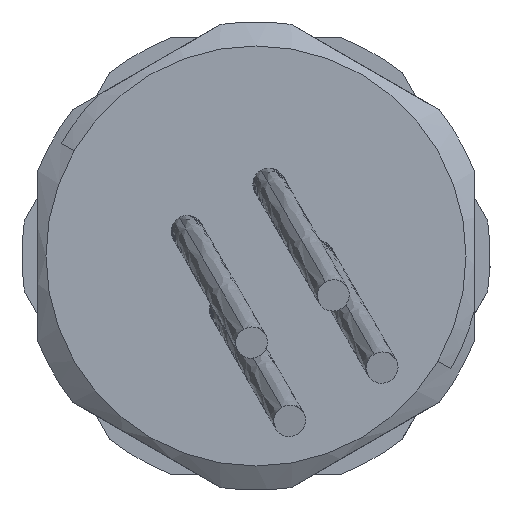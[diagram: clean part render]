
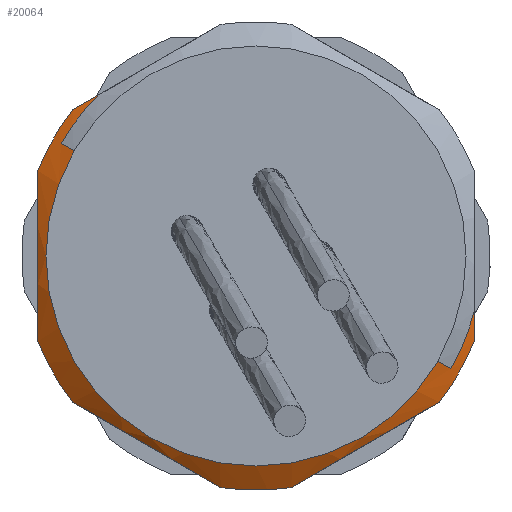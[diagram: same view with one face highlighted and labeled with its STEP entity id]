
A CAD part, left-side view. The second image highlights one B-rep face of the part: STEP entity #20064.
In plain terms, the highlighted conical face has half-angle 56.31 degrees and reference radius 13.75 mm.
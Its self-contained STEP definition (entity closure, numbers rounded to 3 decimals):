
#5793=CARTESIAN_POINT('',(-7.,0.,0.));
#5794=DIRECTION('',(-1.,0.,0.));
#5795=DIRECTION('',(0.,0.149,-0.989));
#5796=AXIS2_PLACEMENT_3D('',#5793,#5794,#5795);
#5811=CARTESIAN_POINT('',(-7.,0.,0.));
#5812=DIRECTION('',(-1.,0.,0.));
#5813=DIRECTION('',(0.,0.931,-0.365));
#5814=AXIS2_PLACEMENT_3D('',#5811,#5812,#5813);
#5828=CARTESIAN_POINT('',(-7.,11.333,9.046));
#5829=CARTESIAN_POINT('',(-7.051,11.152,9.15));
#5830=CARTESIAN_POINT('',(-7.147,10.791,9.358));
#5831=CARTESIAN_POINT('',(-7.274,10.255,9.668));
#5832=CARTESIAN_POINT('',(-7.347,9.899,9.873));
#5833=CARTESIAN_POINT('',(-7.381,9.722,9.976));
#5866=CARTESIAN_POINT('',(-7.381,-13.5,-3.431));
#5867=CARTESIAN_POINT('',(-7.347,-13.5,-3.637));
#5868=CARTESIAN_POINT('',(-7.274,-13.5,-4.048));
#5869=CARTESIAN_POINT('',(-7.147,-13.5,-4.667));
#5870=CARTESIAN_POINT('',(-7.051,-13.5,-5.083));
#5871=CARTESIAN_POINT('',(-7.,-13.5,-5.292));
#6306=CARTESIAN_POINT('',(-7.,13.5,-5.292));
#6307=CARTESIAN_POINT('',(-7.109,13.5,-4.842));
#6308=CARTESIAN_POINT('',(-7.303,13.5,-3.947));
#6309=CARTESIAN_POINT('',(-7.511,13.5,-2.628));
#6310=CARTESIAN_POINT('',(-7.638,13.5,-1.313));
#6311=CARTESIAN_POINT('',(-7.681,13.5,0.));
#6312=CARTESIAN_POINT('',(-7.638,13.5,1.313));
#6313=CARTESIAN_POINT('',(-7.511,13.5,2.628));
#6314=CARTESIAN_POINT('',(-7.303,13.5,3.947));
#6315=CARTESIAN_POINT('',(-7.109,13.5,4.842));
#6316=CARTESIAN_POINT('',(-7.,13.5,5.292));
#6318=CARTESIAN_POINT('',(-7.,0.,0.));
#6319=DIRECTION('',(1.,0.,0.));
#6320=DIRECTION('',(0.,0.931,0.365));
#6321=AXIS2_PLACEMENT_3D('',#6318,#6319,#6320);
#6323=CARTESIAN_POINT('',(-7.381,0.,0.));
#6324=DIRECTION('',(1.,0.,0.));
#6325=DIRECTION('',(0.,0.866,0.5));
#6326=AXIS2_PLACEMENT_3D('',#6323,#6324,#6325);
#6328=DIRECTION('',(0.555,0.721,0.416));
#6329=VECTOR('',#6328,1.117);
#6330=CARTESIAN_POINT('',(-8.,11.258,6.5));
#6331=LINE('',#6330,#6329);
#6332=DIRECTION('',(0.555,-0.721,-0.416));
#6333=VECTOR('',#6332,1.117);
#6334=CARTESIAN_POINT('',(-8.,-11.258,-6.5));
#6335=LINE('',#6334,#6333);
#6336=CARTESIAN_POINT('',(-7.381,0.,0.));
#6337=DIRECTION('',(1.,0.,0.));
#6338=DIRECTION('',(0.,-0.969,-0.246));
#6339=AXIS2_PLACEMENT_3D('',#6336,#6337,#6338);
#6341=CARTESIAN_POINT('',(-7.,0.,0.));
#6342=DIRECTION('',(1.,0.,0.));
#6343=DIRECTION('',(0.,-0.931,-0.365));
#6344=AXIS2_PLACEMENT_3D('',#6341,#6342,#6343);
#6346=CARTESIAN_POINT('',(-7.,-11.333,-9.046));
#6347=CARTESIAN_POINT('',(-7.109,-10.943,
-9.271));
#6348=CARTESIAN_POINT('',(-7.303,-10.169,
-9.718));
#6349=CARTESIAN_POINT('',(-7.511,-9.026,
-10.378));
#6350=CARTESIAN_POINT('',(-7.638,-7.887,
-11.035));
#6351=CARTESIAN_POINT('',(-7.681,-6.75,
-11.691));
#6352=CARTESIAN_POINT('',(-7.638,-5.613,
-12.348));
#6353=CARTESIAN_POINT('',(-7.511,-4.474,
-13.005));
#6354=CARTESIAN_POINT('',(-7.303,-3.331,
-13.665));
#6355=CARTESIAN_POINT('',(-7.109,-2.557,
-14.112));
#6356=CARTESIAN_POINT('',(-7.,-2.167,-14.337));
#6358=CARTESIAN_POINT('',(-7.,2.167,-14.337));
#6359=CARTESIAN_POINT('',(-7.109,2.557,
-14.112));
#6360=CARTESIAN_POINT('',(-7.303,3.331,
-13.665));
#6361=CARTESIAN_POINT('',(-7.511,4.474,
-13.005));
#6362=CARTESIAN_POINT('',(-7.638,5.613,
-12.348));
#6363=CARTESIAN_POINT('',(-7.681,6.75,
-11.691));
#6364=CARTESIAN_POINT('',(-7.638,7.887,
-11.035));
#6365=CARTESIAN_POINT('',(-7.511,9.026,
-10.378));
#6366=CARTESIAN_POINT('',(-7.303,10.169,
-9.718));
#6367=CARTESIAN_POINT('',(-7.109,10.943,
-9.271));
#6368=CARTESIAN_POINT('',(-7.,11.333,-9.046));
#6409=CARTESIAN_POINT('',(-8.,0.,0.));
#6410=DIRECTION('',(1.,0.,0.));
#6411=DIRECTION('',(0.,-0.866,-0.5));
#6412=AXIS2_PLACEMENT_3D('',#6409,#6410,#6411);
#10894=CARTESIAN_POINT('',(-7.,-13.5,-5.292));
#10895=VERTEX_POINT('',#10894);
#10904=CARTESIAN_POINT('',(-7.,11.333,9.046));
#10905=VERTEX_POINT('',#10904);
#10906=CARTESIAN_POINT('',(-7.,13.5,5.292));
#10907=VERTEX_POINT('',#10906);
#10908=CARTESIAN_POINT('',(-7.,13.5,-5.292));
#10909=VERTEX_POINT('',#10908);
#10910=CARTESIAN_POINT('',(-7.,11.333,-9.046));
#10911=VERTEX_POINT('',#10910);
#10912=CARTESIAN_POINT('',(-7.,2.167,-14.337));
#10913=VERTEX_POINT('',#10912);
#10914=CARTESIAN_POINT('',(-7.,-2.167,-14.337));
#10915=VERTEX_POINT('',#10914);
#10916=CARTESIAN_POINT('',(-7.,-11.333,-9.046));
#10917=VERTEX_POINT('',#10916);
#11246=CARTESIAN_POINT('',(-8.,11.258,6.5));
#11247=CARTESIAN_POINT('',(-8.,-11.258,-6.5));
#11248=VERTEX_POINT('',#11246);
#11249=VERTEX_POINT('',#11247);
#11250=VERTEX_POINT('',#5866);
#11251=VERTEX_POINT('',#5833);
#11252=CARTESIAN_POINT('',(-7.381,12.063,
6.965));
#11253=VERTEX_POINT('',#11252);
#11254=CARTESIAN_POINT('',(-7.381,-12.063,
-6.965));
#11255=VERTEX_POINT('',#11254);
#20038=CARTESIAN_POINT('',(-7.5,0.,0.));
#20039=DIRECTION('',(1.,0.,0.));
#20040=DIRECTION('',(0.,-0.866,-0.5));
#20041=AXIS2_PLACEMENT_3D('',#20038,#20039,#20040);
#20042=CONICAL_SURFACE('',#20041,13.75,56.31);
#20043=ORIENTED_EDGE('',*,*,#19714,.T.);
#20044=ORIENTED_EDGE('',*,*,#19728,.T.);
#20045=ORIENTED_EDGE('',*,*,#19744,.T.);
#20047=ORIENTED_EDGE('',*,*,#20046,.F.);
#20049=ORIENTED_EDGE('',*,*,#20048,.F.);
#20051=ORIENTED_EDGE('',*,*,#20050,.F.);
#20053=ORIENTED_EDGE('',*,*,#20052,.T.);
#20055=ORIENTED_EDGE('',*,*,#20054,.F.);
#20056=ORIENTED_EDGE('',*,*,#19800,.T.);
#20057=ORIENTED_EDGE('',*,*,#19818,.T.);
#20058=ORIENTED_EDGE('',*,*,#19829,.T.);
#20059=ORIENTED_EDGE('',*,*,#19671,.F.);
#20060=ORIENTED_EDGE('',*,*,#19686,.T.);
#20061=ORIENTED_EDGE('',*,*,#19700,.F.);
#20062=EDGE_LOOP('',(#20043,#20044,#20045,#20047,#20049,#20051,#20053,#20055,
#20056,#20057,#20058,#20059,#20060,#20061));
#20063=FACE_OUTER_BOUND('',#20062,.F.);
#5797=CIRCLE('',#5796,14.5);
#5815=CIRCLE('',#5814,14.5);
#5834=B_SPLINE_CURVE_WITH_KNOTS('',3,(#5828,#5829,#5830,#5831,#5832,#5833),
.UNSPECIFIED.,.F.,.F.,(4,1,1,4),(0.,0.333,0.667,1.),
.UNSPECIFIED.);
#5872=B_SPLINE_CURVE_WITH_KNOTS('',3,(#5866,#5867,#5868,#5869,#5870,#5871),
.UNSPECIFIED.,.F.,.F.,(4,1,1,4),(0.,0.333,0.667,1.),
.UNSPECIFIED.);
#6317=B_SPLINE_CURVE_WITH_KNOTS('',3,(#6306,#6307,#6308,#6309,#6310,#6311,#6312,
#6313,#6314,#6315,#6316),.UNSPECIFIED.,.F.,.F.,(4,1,1,1,1,1,1,1,4),(0.,
0.125,0.25,0.375,0.5,0.625,0.75,0.875,1.),.UNSPECIFIED.);
#6322=CIRCLE('',#6321,14.5);
#6327=CIRCLE('',#6326,13.929);
#6340=CIRCLE('',#6339,13.929);
#6345=CIRCLE('',#6344,14.5);
#6357=B_SPLINE_CURVE_WITH_KNOTS('',3,(#6346,#6347,#6348,#6349,#6350,#6351,#6352,
#6353,#6354,#6355,#6356),.UNSPECIFIED.,.F.,.F.,(4,1,1,1,1,1,1,1,4),(0.,
0.125,0.25,0.375,0.5,0.625,0.75,0.875,1.),.UNSPECIFIED.);
#6369=B_SPLINE_CURVE_WITH_KNOTS('',3,(#6358,#6359,#6360,#6361,#6362,#6363,#6364,
#6365,#6366,#6367,#6368),.UNSPECIFIED.,.F.,.F.,(4,1,1,1,1,1,1,1,4),(0.,
0.125,0.25,0.375,0.5,0.625,0.75,0.875,1.),.UNSPECIFIED.);
#6413=CIRCLE('',#6412,13.);
#19671=EDGE_CURVE('',#10913,#10915,#5797,.T.);
#19686=EDGE_CURVE('',#10913,#10911,#6369,.T.);
#19700=EDGE_CURVE('',#10909,#10911,#5815,.T.);
#19714=EDGE_CURVE('',#10909,#10907,#6317,.T.);
#19728=EDGE_CURVE('',#10907,#10905,#6322,.T.);
#19744=EDGE_CURVE('',#10905,#11251,#5834,.T.);
#19800=EDGE_CURVE('',#11250,#10895,#5872,.T.);
#19818=EDGE_CURVE('',#10895,#10917,#6345,.T.);
#19829=EDGE_CURVE('',#10917,#10915,#6357,.T.);
#20046=EDGE_CURVE('',#11253,#11251,#6327,.T.);
#20048=EDGE_CURVE('',#11248,#11253,#6331,.T.);
#20050=EDGE_CURVE('',#11249,#11248,#6413,.T.);
#20052=EDGE_CURVE('',#11249,#11255,#6335,.T.);
#20054=EDGE_CURVE('',#11250,#11255,#6340,.T.);
#20064=ADVANCED_FACE('',(#20063),#20042,.T.);
